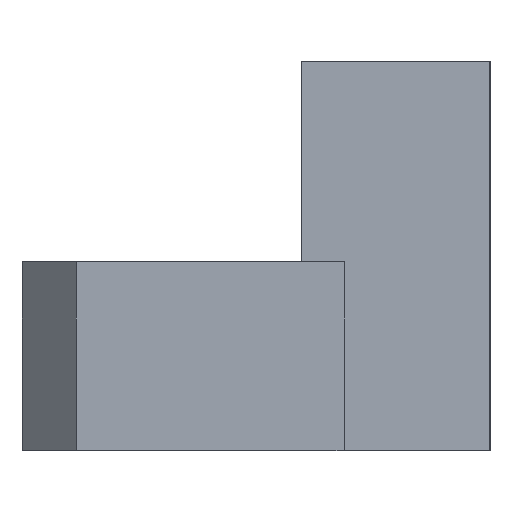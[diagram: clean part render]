
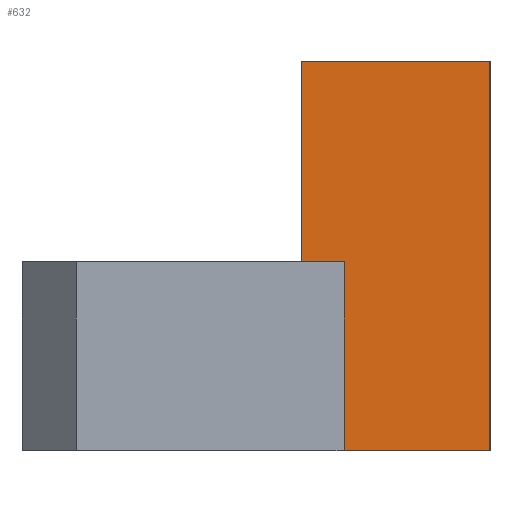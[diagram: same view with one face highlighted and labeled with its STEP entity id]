
A CAD part, left-side view. The second image highlights one B-rep face of the part: STEP entity #632.
In plain terms, the highlighted planar face has unit normal (-1, 0, 0).
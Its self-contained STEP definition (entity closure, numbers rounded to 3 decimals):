
#80 = VERTEX_POINT('',#81);
#81 = CARTESIAN_POINT('',(20.4,-65.4,54.4));
#87 = EDGE_CURVE('',#88,#80,#90,.T.);
#88 = VERTEX_POINT('',#89);
#89 = CARTESIAN_POINT('',(20.4,-65.4,0.));
#90 = LINE('',#91,#92);
#91 = CARTESIAN_POINT('',(20.4,-65.4,0.));
#92 = VECTOR('',#93,1.);
#93 = DIRECTION('',(0.,0.,1.));
#574 = EDGE_CURVE('',#88,#575,#577,.T.);
#575 = VERTEX_POINT('',#576);
#576 = CARTESIAN_POINT('',(20.4,-45.,0.));
#577 = LINE('',#578,#579);
#578 = CARTESIAN_POINT('',(20.4,-65.4,0.));
#579 = VECTOR('',#580,1.);
#580 = DIRECTION('',(0.,1.,0.));
#632 = ADVANCED_FACE('',(#633),#667,.T.);
#633 = FACE_BOUND('',#634,.T.);
#634 = EDGE_LOOP('',(#635,#636,#637,#645,#653,#661));
#635 = ORIENTED_EDGE('',*,*,#574,.F.);
#636 = ORIENTED_EDGE('',*,*,#87,.T.);
#637 = ORIENTED_EDGE('',*,*,#638,.T.);
#638 = EDGE_CURVE('',#80,#639,#641,.T.);
#639 = VERTEX_POINT('',#640);
#640 = CARTESIAN_POINT('',(20.4,-39.,54.4));
#641 = LINE('',#642,#643);
#642 = CARTESIAN_POINT('',(20.4,-65.4,54.4));
#643 = VECTOR('',#644,1.);
#644 = DIRECTION('',(0.,1.,0.));
#645 = ORIENTED_EDGE('',*,*,#646,.F.);
#646 = EDGE_CURVE('',#647,#639,#649,.T.);
#647 = VERTEX_POINT('',#648);
#648 = CARTESIAN_POINT('',(20.4,-39.,26.4));
#649 = LINE('',#650,#651);
#650 = CARTESIAN_POINT('',(20.4,-39.,14.4));
#651 = VECTOR('',#652,1.);
#652 = DIRECTION('',(0.,0.,1.));
#653 = ORIENTED_EDGE('',*,*,#654,.T.);
#654 = EDGE_CURVE('',#647,#655,#657,.T.);
#655 = VERTEX_POINT('',#656);
#656 = CARTESIAN_POINT('',(20.4,-45.,26.4));
#657 = LINE('',#658,#659);
#658 = CARTESIAN_POINT('',(20.4,-42.,26.4));
#659 = VECTOR('',#660,1.);
#660 = DIRECTION('',(0.,-1.,0.));
#661 = ORIENTED_EDGE('',*,*,#662,.F.);
#662 = EDGE_CURVE('',#575,#655,#663,.T.);
#663 = LINE('',#664,#665);
#664 = CARTESIAN_POINT('',(20.4,-45.,0.));
#665 = VECTOR('',#666,1.);
#666 = DIRECTION('',(0.,0.,1.));
#667 = PLANE('',#668);
#668 = AXIS2_PLACEMENT_3D('',#669,#670,#671);
#669 = CARTESIAN_POINT('',(20.4,-53.18,28.18));
#670 = DIRECTION('',(-1.,-0.,-0.));
#671 = DIRECTION('',(0.,0.,-1.));
